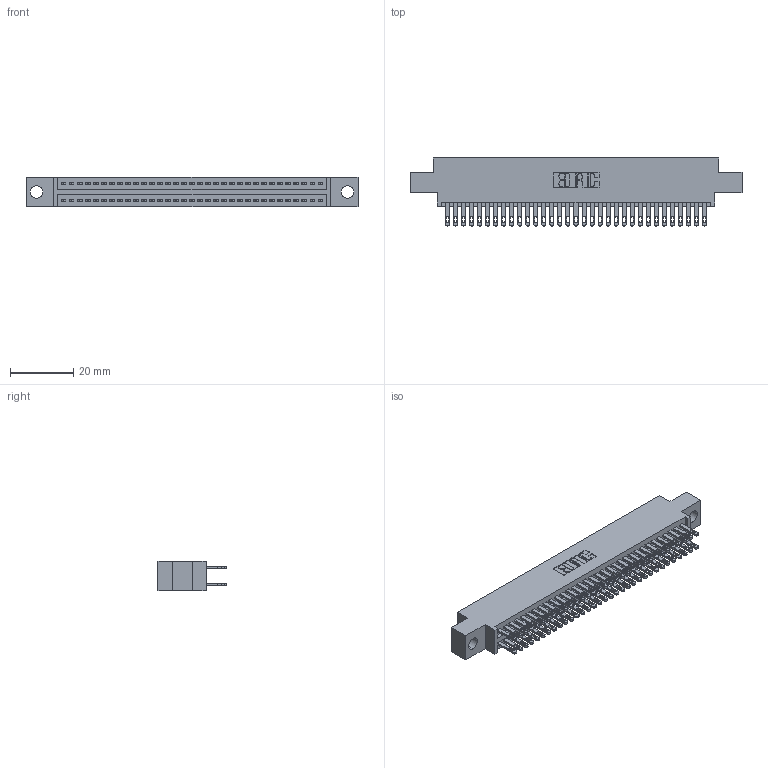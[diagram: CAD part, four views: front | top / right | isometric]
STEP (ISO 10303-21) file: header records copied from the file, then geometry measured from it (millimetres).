
FILE_DESCRIPTION (( 'STEP AP203' ), '1' );
FILE_NAME ('345-066-500-804.STEP', '2021-05-20T06:58:59', ( '' ), ( '' ), 'SwSTEP 2.0', 'SolidWorks 2020', '' );
FILE_SCHEMA (( 'CONFIG_CONTROL_DESIGN' ));
Length unit declared in the file: inch
Products named in the file (3): 345 Part_0.170 Offset - 0.156 Dia-TI; 345-292-001_345-293-100; 345-066-500-804
Assembly tree (67 placements, depth 2):
  345-066-500-804
    345 Part_0.170 Offset - 0.156 Dia-TI
    345-292-001_345-293-100  x66
Bounding box: 105.03 x 21.51 x 9.4 mm (x, y, z)
Volume: 10101.4 mm3; surface area: 15425.5 mm2
Topology: 67 solids, 67 shells, 3180 faces, 9695 edges, 6462 vertices
Faces by surface type: plane 1880, cylinder 1300
Entity records: 27585 total; most frequent: CARTESIAN_POINT 4638, ORIENTED_EDGE 4570, DIRECTION 4101, EDGE_CURVE 2285, LINE 2017, VECTOR 2017, VERTEX_POINT 1522, AXIS2_PLACEMENT_3D 1042
